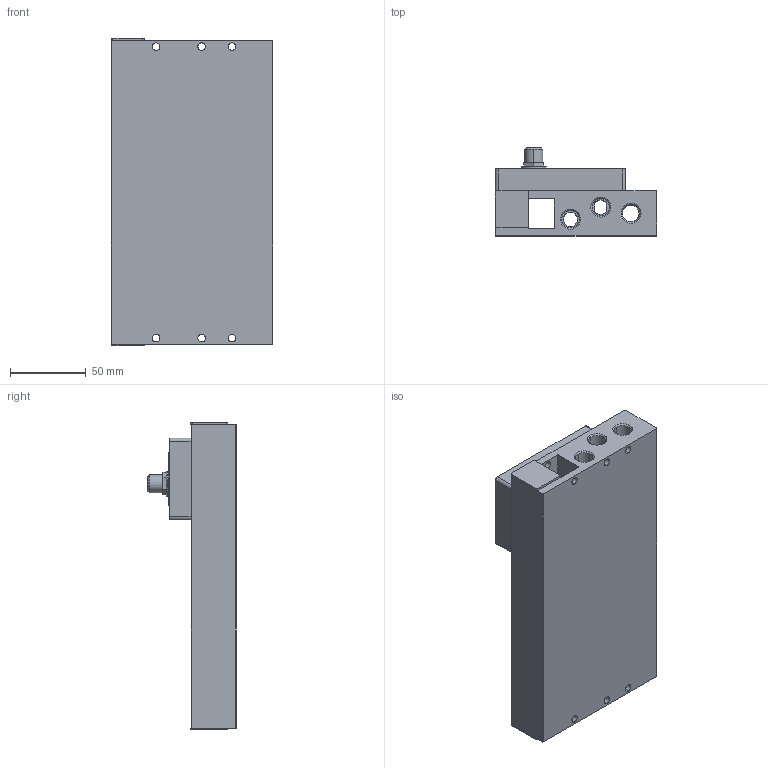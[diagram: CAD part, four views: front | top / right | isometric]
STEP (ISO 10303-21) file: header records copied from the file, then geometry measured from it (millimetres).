
FILE_DESCRIPTION (( 'STEP AP203' ), '1' );
FILE_NAME ('ES2V-8FLK32.STEP', '2022-08-02T06:14:22', ( '' ), ( '' ), 'SwSTEP 2.0', 'SolidWorks 2022', '' );
FILE_SCHEMA (( 'CONFIG_CONTROL_DESIGN' ));
Length unit declared in the file: millimetre
Products named in the file (1): ES2V-8FLK32
Bounding box: 106.7 x 58.4 x 203 mm (x, y, z)
Volume: 589337 mm3; surface area: 103485.5 mm2
Topology: 1 solids, 1 shells, 269 faces, 644 edges, 418 vertices
Faces by surface type: cylinder 124, plane 81, cone 52, bspline 12
Entity records: 8199 total; most frequent: CARTESIAN_POINT 1548, DIRECTION 1504, ORIENTED_EDGE 1288, EDGE_CURVE 644, AXIS2_PLACEMENT_3D 614, VERTEX_POINT 418, CIRCLE 356, EDGE_LOOP 334
